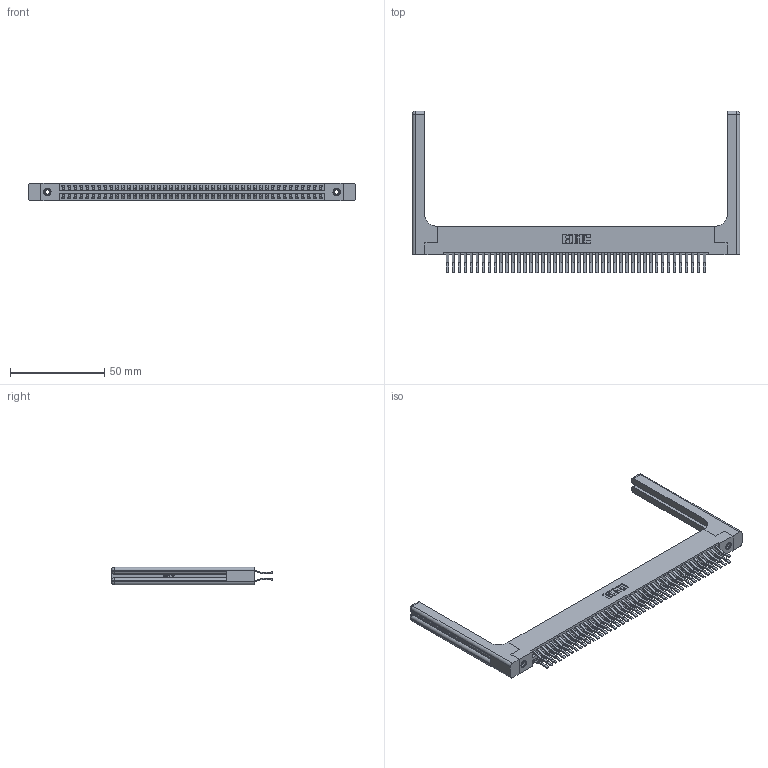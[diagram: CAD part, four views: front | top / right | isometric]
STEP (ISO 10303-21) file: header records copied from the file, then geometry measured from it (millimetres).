
FILE_DESCRIPTION (( 'STEP AP203' ), '1' );
FILE_NAME ('396-088-560-258.STEP', '2019-10-31T01:38:12', ( '' ), ( '' ), 'SwSTEP 2.0', 'SolidWorks 2016', '' );
FILE_SCHEMA (( 'CONFIG_CONTROL_DESIGN' ));
Length unit declared in the file: inch
Products named in the file (5): 346-220-058_345-220-058; 346 Part_Flush Mounting Lugs - 0.156 Dia-TH; 396-088-560-258; 345-250-001_345-250-001-102; 345-292-001_560 Tail
Assembly tree (93 placements, depth 2):
  396-088-560-258
    346 Part_Flush Mounting Lugs - 0.156 Dia-TH
    345-292-001_560 Tail  x88
    345-250-001_345-250-001-102  x2
    346-220-058_345-220-058  x2
Bounding box: 173.76 x 85.74 x 9.4 mm (x, y, z)
Volume: 25030.5 mm3; surface area: 30647.8 mm2
Topology: 93 solids, 93 shells, 5130 faces, 15163 edges, 9970 vertices
Faces by surface type: plane 3304, cylinder 1766, bspline 36, cone 12, sphere 8, torus 4
Entity records: 33716 total; most frequent: CARTESIAN_POINT 6561, ORIENTED_EDGE 5292, DIRECTION 4770, EDGE_CURVE 2646, VECTOR 2242, LINE 2242, VERTEX_POINT 1754, AXIS2_PLACEMENT_3D 1264
